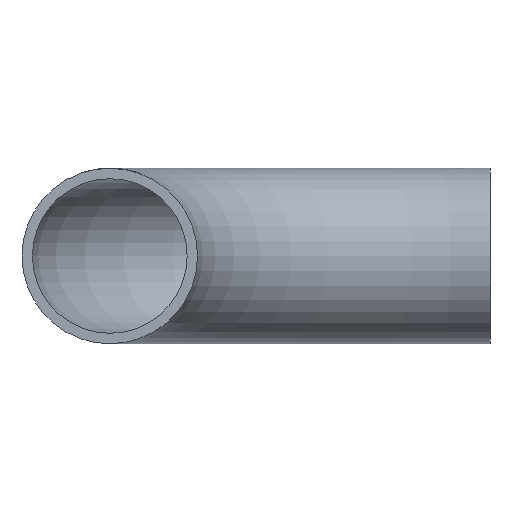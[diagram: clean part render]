
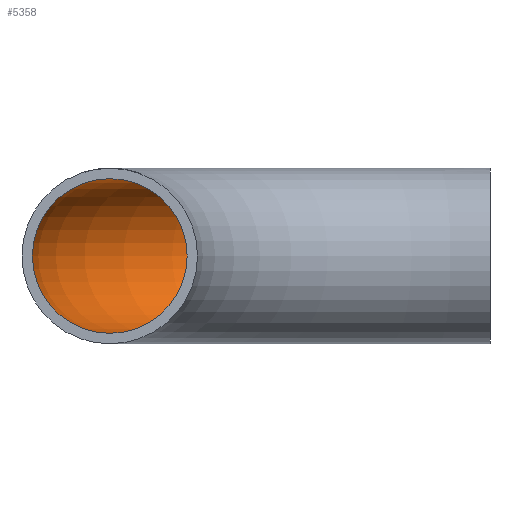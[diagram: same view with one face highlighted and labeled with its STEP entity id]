
A CAD part, front view. The second image highlights one B-rep face of the part: STEP entity #5358.
In plain terms, the highlighted toroidal (fillet/blend) face has major radius 73 mm and minor radius 14.85 mm.
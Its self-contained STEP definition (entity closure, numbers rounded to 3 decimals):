
#19 = TOROIDAL_SURFACE ( 'NONE', #4281, 73., 14.85 ) ;
#526 = CARTESIAN_POINT ( 'NONE',  ( 0., 0., 0. ) ) ;
#994 = EDGE_CURVE ( 'NONE', #6597, #6597, #7014, .T. ) ;
#1535 = FACE_OUTER_BOUND ( 'NONE', #8456, .T. ) ;
#1985 = CARTESIAN_POINT ( 'NONE',  ( 0., 73., 0. ) ) ;
#2066 = DIRECTION ( 'NONE',  ( 1., 0., 0. ) ) ;
#4057 = AXIS2_PLACEMENT_3D ( 'NONE', #9666, #8407, #13627 ) ;
#4281 = AXIS2_PLACEMENT_3D ( 'NONE', #526, #9511, #5403 ) ;
#4985 = EDGE_LOOP ( 'NONE', ( #14860 ) ) ;
#5355 = VERTEX_POINT ( 'NONE', #9634 ) ;
#5358 = ADVANCED_FACE ( 'NONE', ( #10606, #1535 ), #19, .F. ) ;
#5403 = DIRECTION ( 'NONE',  ( -1., 0., 0. ) ) ;
#5937 = AXIS2_PLACEMENT_3D ( 'NONE', #1985, #2066, #15909 ) ;
#6352 = ORIENTED_EDGE ( 'NONE', *, *, #994, .F. ) ;
#6597 = VERTEX_POINT ( 'NONE', #11730 ) ;
#7014 = CIRCLE ( 'NONE', #4057, 14.85 ) ;
#8407 = DIRECTION ( 'NONE',  ( 0., 1., 0. ) ) ;
#8456 = EDGE_LOOP ( 'NONE', ( #6352 ) ) ;
#9511 = DIRECTION ( 'NONE',  ( 0., 0., -1. ) ) ;
#9634 = CARTESIAN_POINT ( 'NONE',  ( 0., 87.85, 0. ) ) ;
#9666 = CARTESIAN_POINT ( 'NONE',  ( -73., 0., 0. ) ) ;
#9669 = EDGE_CURVE ( 'NONE', #5355, #5355, #16396, .T. ) ;
#10606 = FACE_OUTER_BOUND ( 'NONE', #4985, .T. ) ;
#11730 = CARTESIAN_POINT ( 'NONE',  ( -73., 0., 14.85 ) ) ;
#13627 = DIRECTION ( 'NONE',  ( 0., 0., 1. ) ) ;
#14860 = ORIENTED_EDGE ( 'NONE', *, *, #9669, .T. ) ;
#15909 = DIRECTION ( 'NONE',  ( 0., 1., 0. ) ) ;
#16396 = CIRCLE ( 'NONE', #5937, 14.85 ) ;
